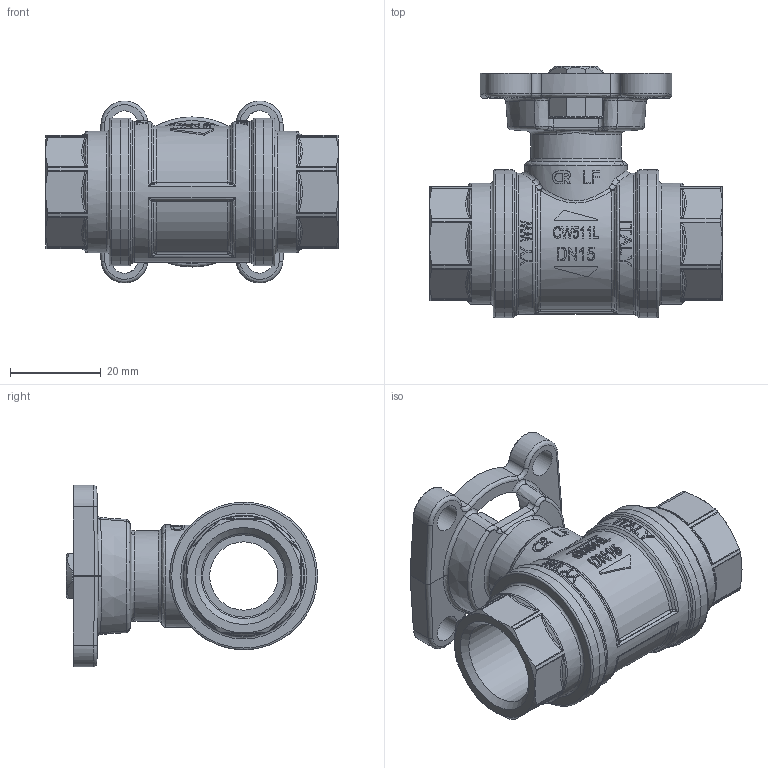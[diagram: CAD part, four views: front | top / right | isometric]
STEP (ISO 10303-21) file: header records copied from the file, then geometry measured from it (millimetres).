
FILE_DESCRIPTION(/* description */ (''),/* implementation_level */ '2;1');
FILE_NAME(/* name */ 'S477D00BL.stp',/* time_stamp */ '2022-04-28T09:11:16+02:00',/* author */ ('Bonomellir'),/* organization */ (''),/* preprocessor_version */ 'ST-DEVELOPER v18.1',/* originating_system */ 'Autodesk Inventor 2021',/* authorisation */ '');
FILE_SCHEMA (('AUTOMOTIVE_DESIGN { 1 0 10303 214 3 1 1 }'));
Length unit declared in the file: millimetre
Products named in the file (5): S477D00BL; M477D00BL; PA6GG3BL; O477D00G; O477D00G_1
Assembly tree (4 placements, depth 2):
  S477D00BL
    M477D00BL
    PA6GG3BL
    O477D00G
    O477D00G_1
Bounding box: 64.4 x 55.25 x 40 mm (x, y, z)
Volume: 43561.7 mm3; surface area: 20498.3 mm2
Topology: 4 solids, 4 shells, 700 faces, 1778 edges, 1082 vertices
Faces by surface type: plane 233, bspline 229, cylinder 129, cone 59, torus 41, sphere 9
Full cylindrical faces by diameter (mm): 3.242 x1, 5.5 x1, 6 x4, 12.92 x1, 15 x3, 18.7 x2, 20 x1, 22.5 x1, 26 x1, 26.7 x2, 27 x2, 31 x1, 32.5 x4
Entity records: 27299 total; most frequent: CARTESIAN_POINT 11413, ORIENTED_EDGE 3480, DIRECTION 2829, EDGE_CURVE 1740, AXIS2_PLACEMENT_3D 1145, VERTEX_POINT 1082, EDGE_LOOP 754, FACE_OUTER_BOUND 700
